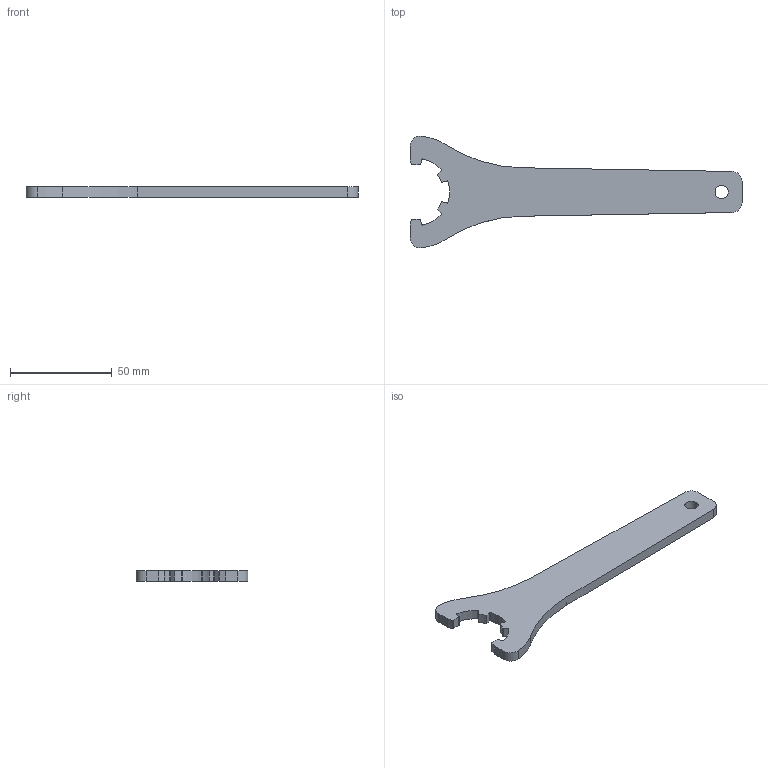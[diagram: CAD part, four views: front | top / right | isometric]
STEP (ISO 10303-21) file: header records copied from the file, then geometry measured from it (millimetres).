
FILE_DESCRIPTION( ( 'Unknown' ), '1' );
FILE_NAME( '711116000-A.stp', 'Unknown', ( 'Unknown' ), ( 'Unknown' ), 'PSStep 15.0.49', 'Unknown', ' ' );
FILE_SCHEMA( ( 'AUTOMOTIVE_DESIGN { 1 0 10303 214 1 1 1 1 }' ) );
Length unit declared in the file: millimetre
Products named in the file (1): 1
Bounding box: 162.93 x 54.78 x 5 mm (x, y, z)
Volume: 19703.3 mm3; surface area: 10184.2 mm2
Topology: 1 solids, 1 shells, 46 faces, 133 edges, 89 vertices
Faces by surface type: cylinder 31, plane 15
Full cylindrical faces by diameter (mm): 6.5 x1
Entity records: 1921 total; most frequent: DIRECTION 287, CARTESIAN_POINT 266, ORIENTED_EDGE 262, EDGE_CURVE 131, AXIS2_PLACEMENT_3D 109, VERTEX_POINT 88, LINE 69, VECTOR 69
